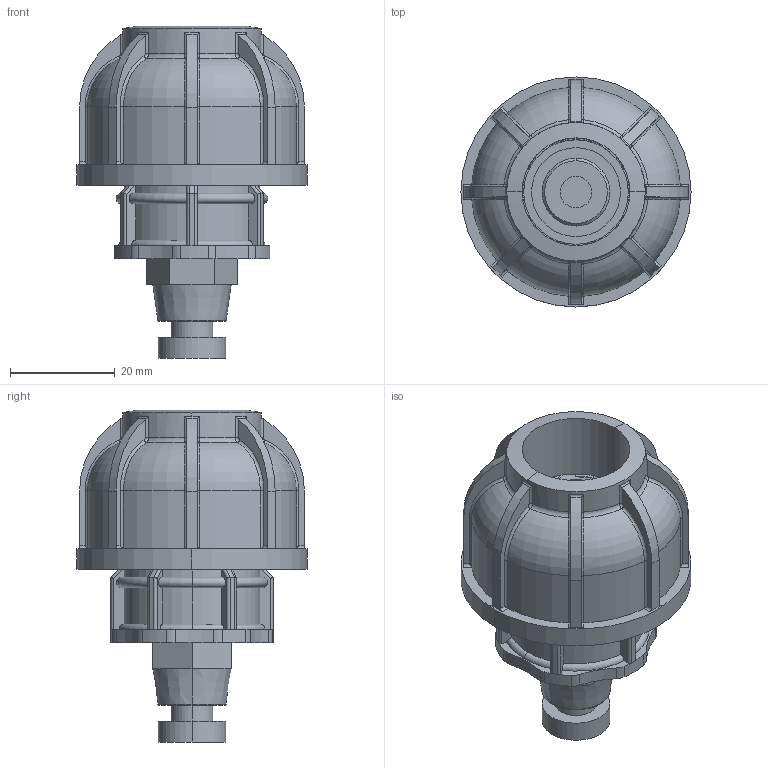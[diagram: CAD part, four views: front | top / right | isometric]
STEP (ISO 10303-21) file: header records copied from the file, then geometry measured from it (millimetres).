
FILE_DESCRIPTION (( 'STEP AP203' ), '1' );
FILE_NAME ('R218.020.014.STEP', '2015-06-09T10:11:56', ( '' ), ( '' ), 'SwSTEP 2.0', 'SolidWorks 2012', '' );
FILE_SCHEMA (( 'CONFIG_CONTROL_DESIGN' ));
Length unit declared in the file: millimetre
Products named in the file (6): KQA TAPPI_KQA21N000N200; R216 GRAFFETTE FERMATUBO_R216.020.000; COLLARI INTERNI_COLLARE D.20; R209 GHIERE DI SERRAGGIO_R209.020.000; SCARICHI MANUALI MA_MA14; R218.020.014
Assembly tree (5 placements, depth 2):
  R218.020.014
    KQA TAPPI_KQA21N000N200
    R216 GRAFFETTE FERMATUBO_R216.020.000
    COLLARI INTERNI_COLLARE D.20
    R209 GHIERE DI SERRAGGIO_R209.020.000
    SCARICHI MANUALI MA_MA14
Bounding box: 44 x 44 x 63.5 mm (x, y, z)
Volume: 27798.4 mm3; surface area: 22062.3 mm2
Topology: 5 solids, 5 shells, 608 faces, 1573 edges, 987 vertices
Faces by surface type: cylinder 236, plane 230, cone 60, bspline 42, torus 40
Entity records: 21797 total; most frequent: CARTESIAN_POINT 6950, ORIENTED_EDGE 3146, DIRECTION 2847, EDGE_CURVE 1573, AXIS2_PLACEMENT_3D 1115, VERTEX_POINT 987, EDGE_LOOP 626, VECTOR 617
